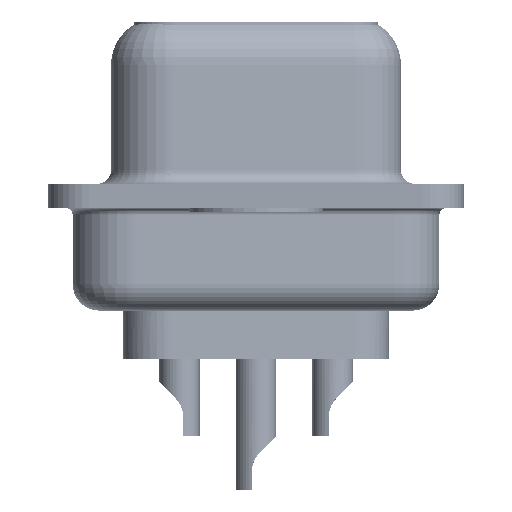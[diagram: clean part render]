
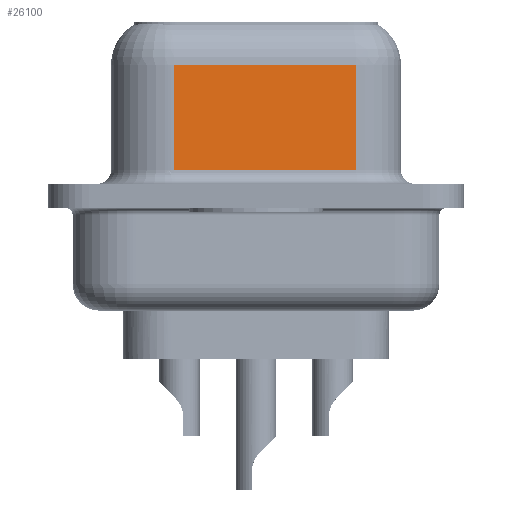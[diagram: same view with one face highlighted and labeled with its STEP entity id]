
A CAD part, left-side view. The second image highlights one B-rep face of the part: STEP entity #26100.
In plain terms, the highlighted planar face has unit normal (-0.985, -0.174, 0).
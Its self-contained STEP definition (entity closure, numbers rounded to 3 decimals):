
#1704 = DIRECTION ( 'NONE',  ( 0.985, 0.174, 0. ) ) ;
#1915 = EDGE_CURVE ( 'NONE', #20764, #5179, #35582, .T. ) ;
#2052 = ORIENTED_EDGE ( 'NONE', *, *, #1915, .T. ) ;
#3437 = CARTESIAN_POINT ( 'NONE',  ( 5.621, -3.722, 4.85 ) ) ;
#3551 = ORIENTED_EDGE ( 'NONE', *, *, #18736, .F. ) ;
#3890 = CARTESIAN_POINT ( 'NONE',  ( 5.621, -3.722, 4.85 ) ) ;
#4481 = CARTESIAN_POINT ( 'NONE',  ( 5.621, -3.722, 6.6 ) ) ;
#4506 = VECTOR ( 'NONE', #20291, 1000. ) ;
#5179 = VERTEX_POINT ( 'NONE', #12711 ) ;
#6155 = VERTEX_POINT ( 'NONE', #33335 ) ;
#7165 = DIRECTION ( 'NONE',  ( 0.174, -0.985, 0. ) ) ;
#7217 = LINE ( 'NONE', #15334, #21245 ) ;
#9108 = ORIENTED_EDGE ( 'NONE', *, *, #18351, .T. ) ;
#10139 = PLANE ( 'NONE',  #29050 ) ;
#11875 = EDGE_CURVE ( 'NONE', #5179, #19179, #11945, .T. ) ;
#11889 = DIRECTION ( 'NONE',  ( -0.174, 0.985, 0. ) ) ;
#11945 = LINE ( 'NONE', #17468, #4506 ) ;
#12711 = CARTESIAN_POINT ( 'NONE',  ( 4.43, 3.028, 4.85 ) ) ;
#14123 = EDGE_LOOP ( 'NONE', ( #3551, #2052, #20919, #9108 ) ) ;
#15334 = CARTESIAN_POINT ( 'NONE',  ( 5.621, -3.722, 6.6 ) ) ;
#17468 = CARTESIAN_POINT ( 'NONE',  ( 4.43, 3.028, 6.6 ) ) ;
#17765 = LINE ( 'NONE', #21127, #31628 ) ;
#18351 = EDGE_CURVE ( 'NONE', #19179, #6155, #17765, .T. ) ;
#18736 = EDGE_CURVE ( 'NONE', #20764, #6155, #7217, .T. ) ;
#19179 = VERTEX_POINT ( 'NONE', #26060 ) ;
#20291 = DIRECTION ( 'NONE',  ( 0., 0., -1. ) ) ;
#20764 = VERTEX_POINT ( 'NONE', #3890 ) ;
#20919 = ORIENTED_EDGE ( 'NONE', *, *, #11875, .T. ) ;
#21127 = CARTESIAN_POINT ( 'NONE',  ( 5.621, -3.722, 0.95 ) ) ;
#21245 = VECTOR ( 'NONE', #29221, 1000. ) ;
#21302 = FACE_OUTER_BOUND ( 'NONE', #14123, .T. ) ;
#21430 = DIRECTION ( 'NONE',  ( -0.174, 0.985, 0. ) ) ;
#26060 = CARTESIAN_POINT ( 'NONE',  ( 4.43, 3.028, 0.95 ) ) ;
#26100 = ADVANCED_FACE ( 'NONE', ( #21302 ), #10139, .F. ) ;
#28290 = VECTOR ( 'NONE', #11889, 1000. ) ;
#29050 = AXIS2_PLACEMENT_3D ( 'NONE', #4481, #1704, #21430 ) ;
#29221 = DIRECTION ( 'NONE',  ( 0., 0., -1. ) ) ;
#31628 = VECTOR ( 'NONE', #7165, 1000. ) ;
#33335 = CARTESIAN_POINT ( 'NONE',  ( 5.621, -3.722, 0.95 ) ) ;
#35582 = LINE ( 'NONE', #3437, #28290 ) ;
